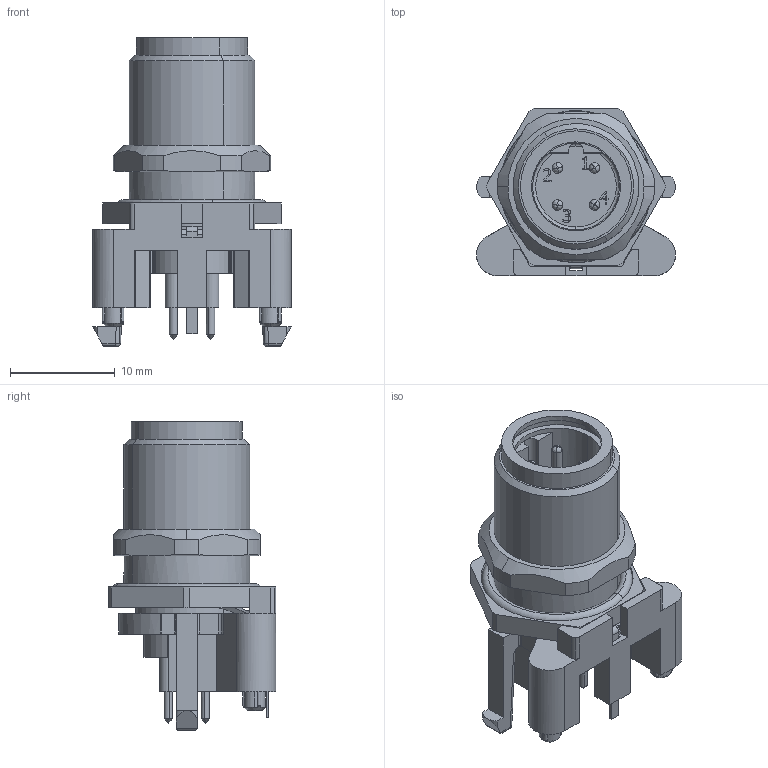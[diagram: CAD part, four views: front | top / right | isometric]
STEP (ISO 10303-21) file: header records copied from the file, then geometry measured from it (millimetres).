
FILE_DESCRIPTION(('CATIA V5 STEP Exchange','CAx-IF Rec.Pracs.--- Model Styling and Organization---1.4--- 2014-01-23'),'2;1');
FILE_NAME ('D1461932_1_2423990000_2423990000.stp','2021-01-05T10:51:56+00:00',('none'),('Weidmueller'),'CATIA Version 5-6 Release 2016 SP3 HF44','CATIA V5 STEP AP214','none');
FILE_SCHEMA(('AUTOMOTIVE_DESIGN { 1 0 10303 214 1 1 1 1 }'));
Length unit declared in the file: millimetre
Products named in the file (1): 2423990000
Bounding box: 19 x 16 x 29.5 mm (x, y, z)
Volume: 2640.3 mm3; surface area: 4192.4 mm2
Topology: 12 solids, 12 shells, 491 faces, 1345 edges, 887 vertices
Faces by surface type: plane 188, cylinder 178, bspline 63, torus 34, cone 28
Entity records: 16545 total; most frequent: CARTESIAN_POINT 5246, ORIENTED_EDGE 2674, DIRECTION 1720, EDGE_CURVE 1337, VERTEX_POINT 887, AXIS2_PLACEMENT_3D 705, VECTOR 614, LINE 614
